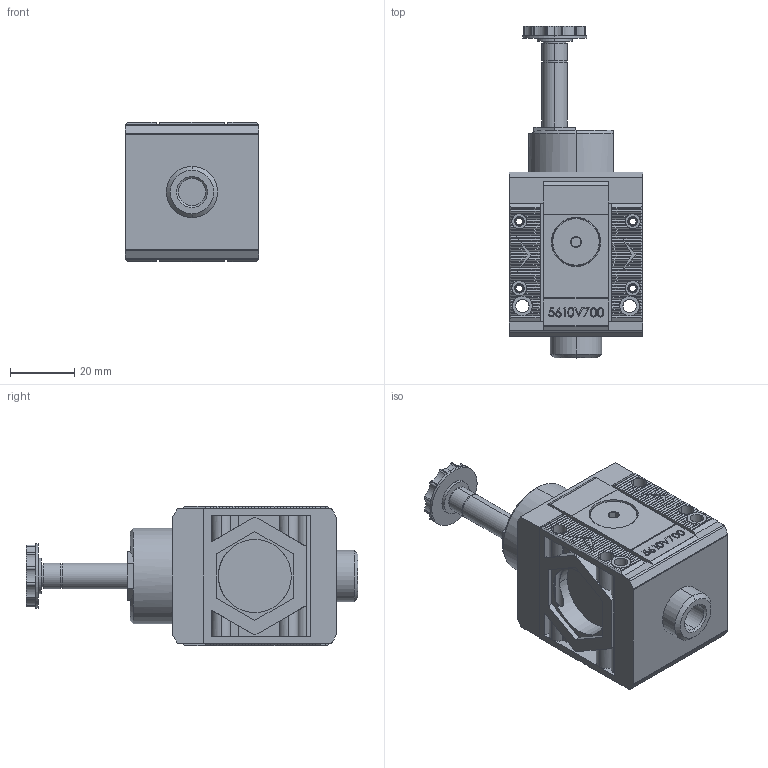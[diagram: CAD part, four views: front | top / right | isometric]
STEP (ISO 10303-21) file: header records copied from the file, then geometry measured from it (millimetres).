
FILE_DESCRIPTION(('HOOPS Exchange Step'),'2;1');
FILE_NAME('export-F9AAC592-DBA4-4D2A-8004-792D6D96E7D0.stp','2022-06-14T11:45:43+02:00',('Engineering'),('Alibre'),'HOOPS Exchange 2021.0','Alibre','Unknown authorisation');
FILE_SCHEMA( ('AP242_MANAGED_MODEL_BASED_3D_ENGINEERING_MIM_LF {1 0 10303 442 1 1 4 }') );
Length unit declared in the file: millimetre
Products named in the file (6): _SC_BODY_310; _SC_SHUTT_OF_VALVE_Size 170; _SC_FLANGE_3; _SC_PLUGSize 1; _5610V700_CODE_PLATE; 5610V700
Assembly tree (7 placements, depth 2):
  5610V700
    _SC_BODY_310
    _SC_SHUTT_OF_VALVE_Size 170
    _SC_FLANGE_3
    _SC_PLUGSize 1  x2
    _5610V700_CODE_PLATE  x2
Bounding box: 41.8 x 103.65 x 43.6 mm (x, y, z)
Volume: 28860.2 mm3; surface area: 29951.7 mm2
Topology: 4 solids, 823 shells, 1286 faces, 5588 edges, 5097 vertices
Faces by surface type: plane 803, cylinder 401, cone 70, torus 12
Entity records: 56927 total; most frequent: CARTESIAN_POINT 12773, DIRECTION 8588, ORIENTED_EDGE 5864, EDGE_CURVE 5076, VERTEX_POINT 4731, VECTOR 3726, LINE 3726, AXIS2_PLACEMENT_3D 2431
